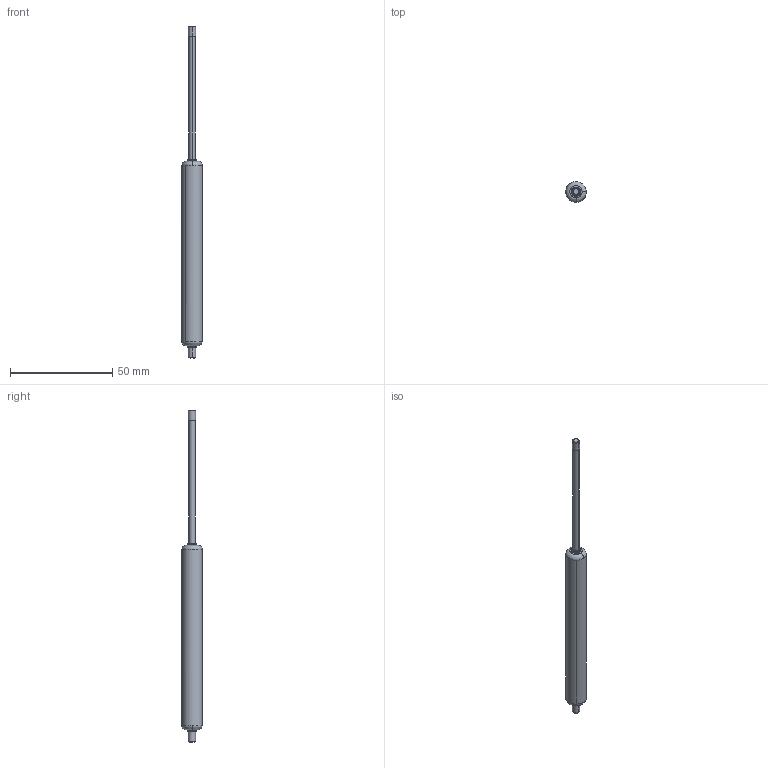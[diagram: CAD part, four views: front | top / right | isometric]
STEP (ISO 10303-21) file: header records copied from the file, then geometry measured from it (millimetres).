
FILE_DESCRIPTION((''),'2;1');
FILE_NAME('','2006-09-07T18:57:22',(''),(''),'','CADfix','');
FILE_SCHEMA(('AUTOMOTIVE_DESIGN'));
Length unit declared in the file: millimetre
Products named in the file (3): rod; body; TM_277_60_80_29443_36
Assembly tree (2 placements, depth 2):
  TM_277_60_80_29443_36
    rod
    body
Bounding box: 10 x 9.99 x 162 mm (x, y, z)
Volume: 7593.6 mm3; surface area: 3667.8 mm2
Topology: 2 solids, 2 shells, 36 faces, 118 edges, 90 vertices
Faces by surface type: bspline 36
Entity records: 1605 total; most frequent: CARTESIAN_POINT 943, ORIENTED_EDGE 236, EDGE_CURVE 118, VERTEX_POINT 90, EDGE_LOOP 40, FACE_OUTER_BOUND 36, ADVANCED_FACE 36, QUASI_UNIFORM_CURVE 16
